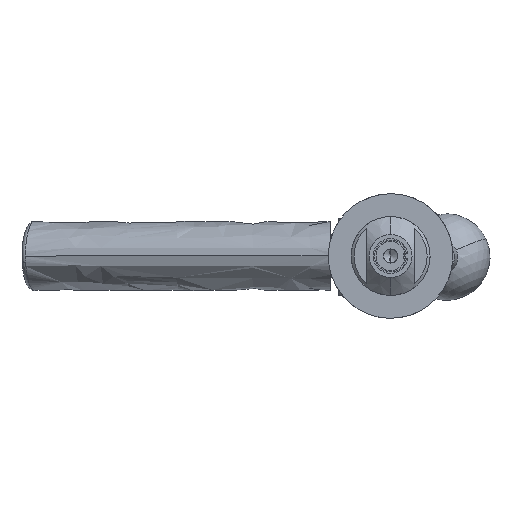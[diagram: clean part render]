
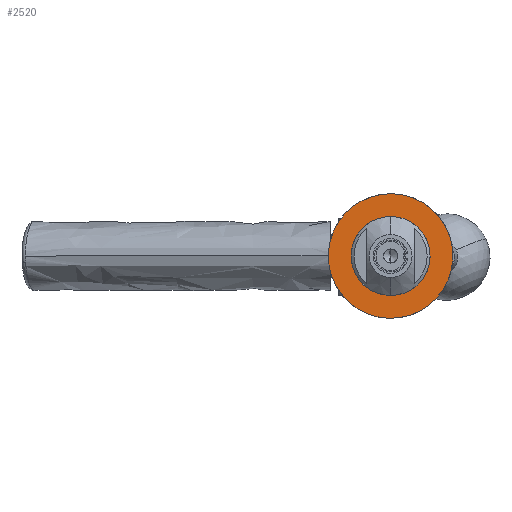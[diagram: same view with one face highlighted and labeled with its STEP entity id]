
A CAD part, left-side view. The second image highlights one B-rep face of the part: STEP entity #2520.
In plain terms, the highlighted planar face has unit normal (-1, 0, 0).
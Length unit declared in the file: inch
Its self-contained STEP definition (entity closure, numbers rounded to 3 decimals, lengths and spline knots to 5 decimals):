
#1319 = VERTEX_POINT ( 'NONE', #2570 ) ;
#1516 = DIRECTION ( 'NONE',  ( 0., 0.955, -0.298 ) ) ;
#1594 = VERTEX_POINT ( 'NONE', #10165 ) ;
#1730 = CIRCLE ( 'NONE', #14451, 0.9 ) ;
#1760 = CIRCLE ( 'NONE', #15087, 0.57 ) ;
#2520 = ADVANCED_FACE ( 'NONE', ( #3852, #8239 ), #16573, .F. ) ;
#2570 = CARTESIAN_POINT ( 'NONE',  ( -4.408, 0.54408, -0.16993 ) ) ;
#3623 = CARTESIAN_POINT ( 'NONE',  ( -4.408, 0., 0. ) ) ;
#3852 = FACE_BOUND ( 'NONE', #13360, .T. ) ;
#3950 = ORIENTED_EDGE ( 'NONE', *, *, #10430, .T. ) ;
#5744 = VERTEX_POINT ( 'NONE', #9790 ) ;
#7437 = DIRECTION ( 'NONE',  ( 0., 0.955, -0.298 ) ) ;
#7916 = DIRECTION ( 'NONE',  ( -1., 0., 0. ) ) ;
#8161 = DIRECTION ( 'NONE',  ( 0., -0.955, 0.298 ) ) ;
#8239 = FACE_OUTER_BOUND ( 'NONE', #17235, .T. ) ;
#8298 = DIRECTION ( 'NONE',  ( -1., 0., 0. ) ) ;
#8838 = AXIS2_PLACEMENT_3D ( 'NONE', #11071, #8298, #7437 ) ;
#8992 = ORIENTED_EDGE ( 'NONE', *, *, #11090, .T. ) ;
#9022 = DIRECTION ( 'NONE',  ( 0., 0.955, -0.298 ) ) ;
#9290 = EDGE_CURVE ( 'NONE', #1594, #1319, #14410, .T. ) ;
#9790 = CARTESIAN_POINT ( 'NONE',  ( -4.408, -0.85908, 0.26831 ) ) ;
#10165 = CARTESIAN_POINT ( 'NONE',  ( -4.408, -0.54408, 0.16993 ) ) ;
#10430 = EDGE_CURVE ( 'NONE', #5744, #16332, #14422, .T. ) ;
#11071 = CARTESIAN_POINT ( 'NONE',  ( -4.408, 0., 0. ) ) ;
#11090 = EDGE_CURVE ( 'NONE', #16332, #5744, #1730, .T. ) ;
#11101 = DIRECTION ( 'NONE',  ( 1., 0., 0. ) ) ;
#11201 = DIRECTION ( 'NONE',  ( -1., 0., 0. ) ) ;
#12780 = CARTESIAN_POINT ( 'NONE',  ( -4.408, 0.85908, -0.26831 ) ) ;
#13360 = EDGE_LOOP ( 'NONE', ( #13960, #15724 ) ) ;
#13699 = DIRECTION ( 'NONE',  ( 0., 0.955, -0.298 ) ) ;
#13960 = ORIENTED_EDGE ( 'NONE', *, *, #15729, .F. ) ;
#14380 = DIRECTION ( 'NONE',  ( -1., 0., 0. ) ) ;
#14410 = CIRCLE ( 'NONE', #15904, 0.57 ) ;
#14422 = CIRCLE ( 'NONE', #8838, 0.9 ) ;
#14451 = AXIS2_PLACEMENT_3D ( 'NONE', #15186, #11201, #13699 ) ;
#15087 = AXIS2_PLACEMENT_3D ( 'NONE', #17023, #14380, #1516 ) ;
#15186 = CARTESIAN_POINT ( 'NONE',  ( -4.408, 0., 0. ) ) ;
#15338 = CARTESIAN_POINT ( 'NONE',  ( -4.408, -0.26831, -0.85908 ) ) ;
#15724 = ORIENTED_EDGE ( 'NONE', *, *, #9290, .F. ) ;
#15729 = EDGE_CURVE ( 'NONE', #1319, #1594, #1760, .T. ) ;
#15904 = AXIS2_PLACEMENT_3D ( 'NONE', #3623, #7916, #9022 ) ;
#16332 = VERTEX_POINT ( 'NONE', #12780 ) ;
#16573 = PLANE ( 'NONE',  #17380 ) ;
#17023 = CARTESIAN_POINT ( 'NONE',  ( -4.408, 0., 0. ) ) ;
#17235 = EDGE_LOOP ( 'NONE', ( #8992, #3950 ) ) ;
#17380 = AXIS2_PLACEMENT_3D ( 'NONE', #15338, #11101, #8161 ) ;
